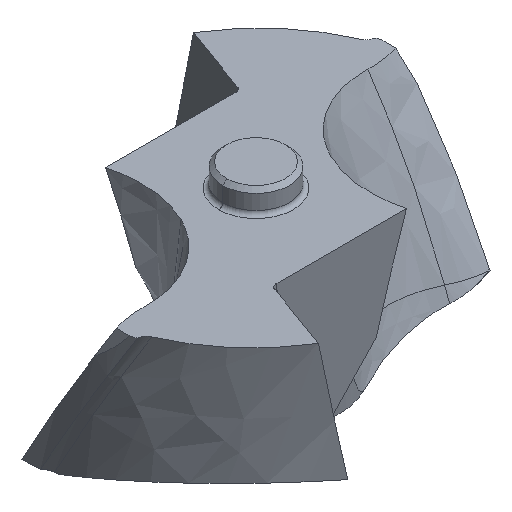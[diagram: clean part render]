
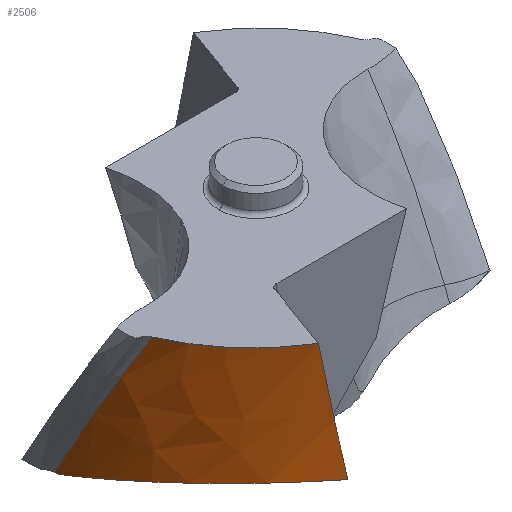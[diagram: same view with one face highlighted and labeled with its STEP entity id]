
A CAD part, isometric view. The second image highlights one B-rep face of the part: STEP entity #2506.
In plain terms, the highlighted free-form (B-spline) face has degree [3, 3] with [7, 5] control points.
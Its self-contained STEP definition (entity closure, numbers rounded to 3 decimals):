
#160=CARTESIAN_POINT('',(-3.837,-6.157,
0.));
#161=CARTESIAN_POINT('',(-4.378,-5.831,
0.));
#162=CARTESIAN_POINT('',(-5.548,-4.895,
0.));
#163=CARTESIAN_POINT('',(-6.382,-3.637,
0.));
#164=CARTESIAN_POINT('',(-6.72,-2.852,
0.));
#451=CARTESIAN_POINT('',(-7.298,0.193,
-5.587));
#763=CARTESIAN_POINT('',(-3.114,-6.521,
-4.559));
#764=CARTESIAN_POINT('',(-3.315,-6.427,
-4.522));
#765=CARTESIAN_POINT('',(-3.702,-6.224,
-4.46));
#766=CARTESIAN_POINT('',(-4.222,-5.895,
-4.398));
#767=CARTESIAN_POINT('',(-4.746,-5.497,
-4.362));
#768=CARTESIAN_POINT('',(-5.208,-5.074,
-4.357));
#769=CARTESIAN_POINT('',(-5.627,-4.619,
-4.381));
#770=CARTESIAN_POINT('',(-6.006,-4.129,
-4.433));
#771=CARTESIAN_POINT('',(-6.332,-3.623,
-4.51));
#772=CARTESIAN_POINT('',(-6.618,-3.086,
-4.614));
#773=CARTESIAN_POINT('',(-6.868,-2.492,
-4.753));
#774=CARTESIAN_POINT('',(-7.049,-1.931,
-4.904));
#775=CARTESIAN_POINT('',(-7.196,-1.292,
-5.099));
#776=CARTESIAN_POINT('',(-7.281,-0.666,
-5.31));
#777=CARTESIAN_POINT('',(-7.301,-0.224,
-5.474));
#778=CARTESIAN_POINT('',(-7.301,0.,
-5.561));
#780=CARTESIAN_POINT('',(-7.301,0.,
-5.561));
#781=CARTESIAN_POINT('',(-7.301,0.021,
-5.564));
#782=CARTESIAN_POINT('',(-7.301,0.064,
-5.569));
#783=CARTESIAN_POINT('',(-7.3,0.128,
-5.578));
#784=CARTESIAN_POINT('',(-7.299,0.171,
-5.584));
#785=CARTESIAN_POINT('',(-7.298,0.193,
-5.587));
#787=CARTESIAN_POINT('',(-7.298,0.193,
-5.587));
#788=CARTESIAN_POINT('',(-7.32,-0.402,
-4.491));
#789=CARTESIAN_POINT('',(-7.222,-1.434,
-2.629));
#790=CARTESIAN_POINT('',(-6.893,-2.446,
-0.766));
#791=CARTESIAN_POINT('',(-6.72,-2.852,
0.));
#793=CARTESIAN_POINT('',(-3.837,-6.157,
0.));
#794=CARTESIAN_POINT('',(-3.779,-6.177,
-0.349));
#795=CARTESIAN_POINT('',(-3.669,-6.215,
-1.008));
#796=CARTESIAN_POINT('',(-3.527,-6.271,
-1.877));
#797=CARTESIAN_POINT('',(-3.405,-6.328,
-2.635));
#798=CARTESIAN_POINT('',(-3.298,-6.387,
-3.321));
#799=CARTESIAN_POINT('',(-3.202,-6.451,
-3.958));
#800=CARTESIAN_POINT('',(-3.142,-6.497,
-4.363));
#801=CARTESIAN_POINT('',(-3.114,-6.521,
-4.559));
#953=CARTESIAN_POINT('',(-3.837,-6.157,
0.));
#954=VERTEX_POINT('',#953);
#955=VERTEX_POINT('',#164);
#986=CARTESIAN_POINT('',(-7.301,0.,
-5.561));
#987=VERTEX_POINT('',#986);
#988=VERTEX_POINT('',#763);
#1003=VERTEX_POINT('',#451);
#2462=CARTESIAN_POINT('',(-3.424,-6.443,
-5.643));
#2463=CARTESIAN_POINT('',(-2.985,-6.584,
-4.529));
#2464=CARTESIAN_POINT('',(-2.098,-6.849,
-2.63));
#2465=CARTESIAN_POINT('',(-0.971,-7.093,
-0.731));
#2466=CARTESIAN_POINT('',(-0.465,-7.183,
0.053));
#2467=CARTESIAN_POINT('',(-3.511,-6.396,
-5.643));
#2468=CARTESIAN_POINT('',(-3.074,-6.546,
-4.529));
#2469=CARTESIAN_POINT('',(-2.191,-6.825,
-2.63));
#2470=CARTESIAN_POINT('',(-1.066,-7.083,
-0.731));
#2471=CARTESIAN_POINT('',(-0.563,-7.179,
0.053));
#2472=CARTESIAN_POINT('',(-4.357,-5.926,
-5.643));
#2473=CARTESIAN_POINT('',(-3.941,-6.155,
-4.529));
#2474=CARTESIAN_POINT('',(-3.092,-6.57,
-2.63));
#2475=CARTESIAN_POINT('',(-2.002,-6.963,
-0.731));
#2476=CARTESIAN_POINT('',(-1.513,-7.115,
0.053));
#2477=CARTESIAN_POINT('',(-5.778,-4.712,
-5.643));
#2478=CARTESIAN_POINT('',(-5.43,-5.085,
-4.529));
#2479=CARTESIAN_POINT('',(-4.699,-5.743,
-2.63));
#2480=CARTESIAN_POINT('',(-3.726,-6.38,
-0.731));
#2481=CARTESIAN_POINT('',(-3.285,-6.632,
0.053));
#2482=CARTESIAN_POINT('',(-7.076,-2.37,
-5.643));
#2483=CARTESIAN_POINT('',(-6.893,-2.9,
-4.529));
#2484=CARTESIAN_POINT('',(-6.441,-3.826,
-2.63));
#2485=CARTESIAN_POINT('',(-5.748,-4.731,
-0.731));
#2486=CARTESIAN_POINT('',(-5.422,-5.094,
0.053));
#2487=CARTESIAN_POINT('',(-7.331,-0.593,
-5.643));
#2488=CARTESIAN_POINT('',(-7.288,-1.182,
-4.529));
#2489=CARTESIAN_POINT('',(-7.076,-2.209,
-2.63));
#2490=CARTESIAN_POINT('',(-6.623,-3.215,
-0.731));
#2491=CARTESIAN_POINT('',(-6.396,-3.62,
0.053));
#2492=CARTESIAN_POINT('',(-7.294,0.303,
-5.643));
#2493=CARTESIAN_POINT('',(-7.326,-0.303,
-4.529));
#2494=CARTESIAN_POINT('',(-7.24,-1.358,
-2.63));
#2495=CARTESIAN_POINT('',(-6.913,-2.392,
-0.731));
#2496=CARTESIAN_POINT('',(-6.739,-2.808,
0.053));
#2497=B_SPLINE_SURFACE_WITH_KNOTS('',3,3,((#2462,#2463,#2464,#2465,#2466),
(#2467,#2468,#2469,#2470,#2471),(#2472,#2473,#2474,#2475,#2476),(#2477,#2478,
#2479,#2480,#2481),(#2482,#2483,#2484,#2485,#2486),(#2487,#2488,#2489,#2490,
#2491),(#2492,#2493,#2494,#2495,#2496)),.UNSPECIFIED.,.F.,.F.,.F.,(4,1,1,1,4),
(4,1,4),(0.222,0.25,0.5,0.75,1.008),(
0.065,3.927,6.643),.UNSPECIFIED.);
#2498=ORIENTED_EDGE('',*,*,#1683,.T.);
#2499=ORIENTED_EDGE('',*,*,#1727,.T.);
#2500=ORIENTED_EDGE('',*,*,#2450,.T.);
#2501=ORIENTED_EDGE('',*,*,#1289,.F.);
#2503=ORIENTED_EDGE('',*,*,#2502,.T.);
#2504=EDGE_LOOP('',(#2498,#2499,#2500,#2501,#2503));
#2505=FACE_OUTER_BOUND('',#2504,.F.);
#165=B_SPLINE_CURVE_WITH_KNOTS('',3,(#160,#161,#162,#163,#164),.UNSPECIFIED.,
.F.,.F.,(4,1,4),(0.,0.425,1.),.UNSPECIFIED.);
#779=B_SPLINE_CURVE_WITH_KNOTS('',3,(#763,#764,#765,#766,#767,#768,#769,#770,
#771,#772,#773,#774,#775,#776,#777,#778),.UNSPECIFIED.,.F.,.F.,(4,1,1,1,1,1,1,1,
1,1,1,1,1,4),(0.,0.077,0.154,0.231,
0.308,0.385,0.462,0.538,
0.615,0.692,0.769,0.846,
0.923,1.),.UNSPECIFIED.);
#786=B_SPLINE_CURVE_WITH_KNOTS('',3,(#780,#781,#782,#783,#784,#785),
.UNSPECIFIED.,.F.,.F.,(4,1,1,4),(0.,0.333,0.667,1.),
.UNSPECIFIED.);
#792=B_SPLINE_CURVE_WITH_KNOTS('',3,(#787,#788,#789,#790,#791),.UNSPECIFIED.,
.F.,.F.,(4,1,4),(0.,0.588,1.),.UNSPECIFIED.);
#802=B_SPLINE_CURVE_WITH_KNOTS('',3,(#793,#794,#795,#796,#797,#798,#799,#800,
#801),.UNSPECIFIED.,.F.,.F.,(4,1,1,1,1,1,4),(0.,0.167,
0.333,0.5,0.667,0.833,1.),
.UNSPECIFIED.);
#1289=EDGE_CURVE('',#954,#955,#165,.T.);
#1683=EDGE_CURVE('',#988,#987,#779,.T.);
#1727=EDGE_CURVE('',#987,#1003,#786,.T.);
#2450=EDGE_CURVE('',#1003,#955,#792,.T.);
#2502=EDGE_CURVE('',#954,#988,#802,.T.);
#2506=ADVANCED_FACE('',(#2505),#2497,.F.);
